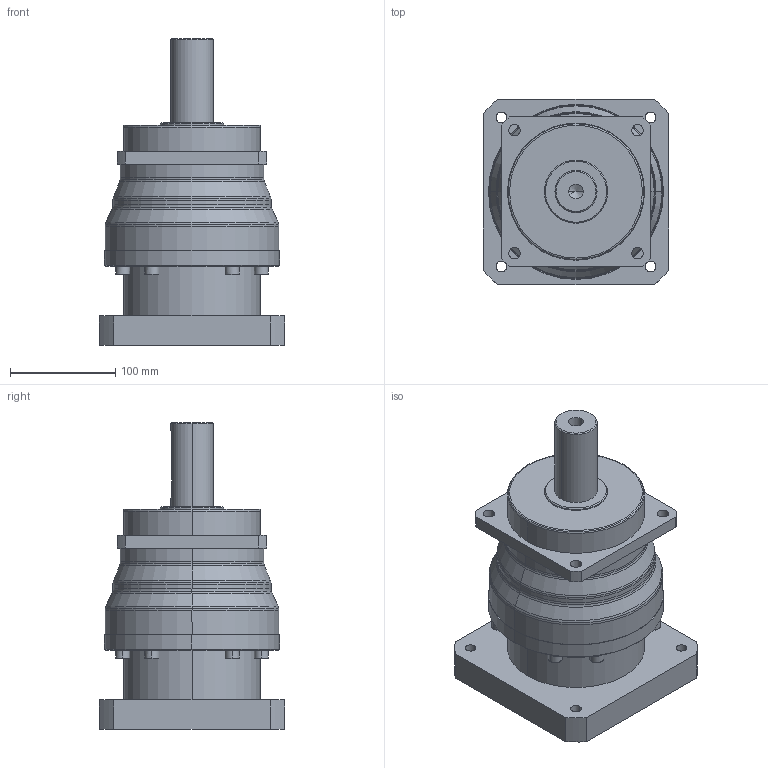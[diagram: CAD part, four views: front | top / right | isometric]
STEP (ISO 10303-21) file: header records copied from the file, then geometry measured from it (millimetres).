
FILE_DESCRIPTION((''),'2;1');
FILE_NAME('VRS140-S2-L1','2022-06-14T15:12:35',('Administrator'),(''),'CREO PARAMETRIC BY PTC INC, 2019010','CREO PARAMETRIC BY PTC INC, 2019010','');
FILE_SCHEMA(('CONFIG_CONTROL_DESIGN'));
Length unit declared in the file: millimetre
Products named in the file (1): VRS140-S2-L1
Bounding box: 176 x 176 x 291 mm (x, y, z)
Volume: 3597541.1 mm3; surface area: 259607.2 mm2
Topology: 1 solids, 1 shells, 345 faces, 848 edges, 535 vertices
Faces by surface type: plane 157, cylinder 96, torus 76, cone 16
Entity records: 10366 total; most frequent: DIRECTION 1946, CARTESIAN_POINT 1800, ORIENTED_EDGE 1692, EDGE_CURVE 846, AXIS2_PLACEMENT_3D 767, VERTEX_POINT 535, CIRCLE 422, VECTOR 412
